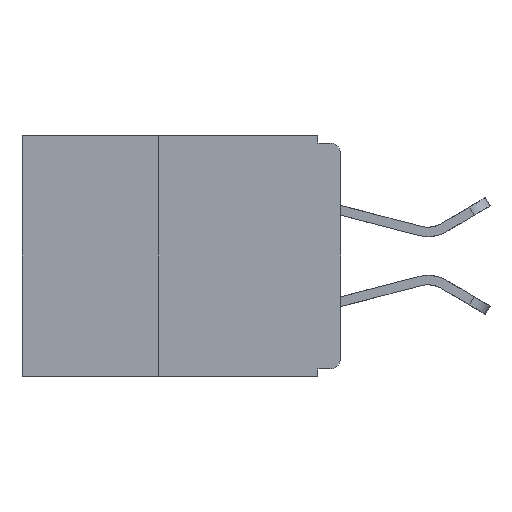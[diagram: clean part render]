
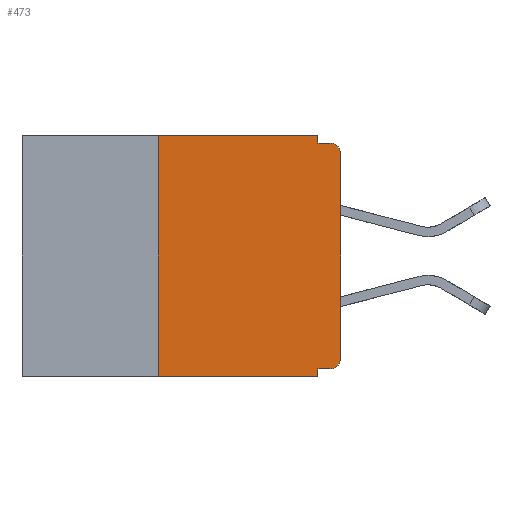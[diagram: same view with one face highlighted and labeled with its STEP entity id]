
A CAD part, left-side view. The second image highlights one B-rep face of the part: STEP entity #473.
In plain terms, the highlighted planar face has unit normal (-1, 0, 0).
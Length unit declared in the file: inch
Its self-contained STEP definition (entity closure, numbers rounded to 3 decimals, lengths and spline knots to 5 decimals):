
#473 = ADVANCED_FACE ( 'NONE', ( #5008 ), #10490, .F. ) ;
#478 = DIRECTION ( 'NONE',  ( 0., 0., -1. ) ) ;
#641 = DIRECTION ( 'NONE',  ( -1., 0., 0. ) ) ;
#697 = CARTESIAN_POINT ( 'NONE',  ( 0., 0.015, -0.025 ) ) ;
#748 = DIRECTION ( 'NONE',  ( 0., 0., 1. ) ) ;
#755 = CARTESIAN_POINT ( 'NONE',  ( 0., 0., -0.305 ) ) ;
#814 = AXIS2_PLACEMENT_3D ( 'NONE', #697, #641, #478 ) ;
#824 = CARTESIAN_POINT ( 'NONE',  ( 0., 0.031, -0.33 ) ) ;
#1110 = VECTOR ( 'NONE', #4476, 39.37008 ) ;
#1197 = LINE ( 'NONE', #12465, #1110 ) ;
#1377 = VERTEX_POINT ( 'NONE', #7202 ) ;
#1596 = CARTESIAN_POINT ( 'NONE',  ( 0., 0., -0.025 ) ) ;
#1841 = VECTOR ( 'NONE', #7177, 39.37008 ) ;
#2010 = LINE ( 'NONE', #7632, #1841 ) ;
#2066 = EDGE_CURVE ( 'NONE', #5730, #4218, #4492, .T. ) ;
#2584 = VECTOR ( 'NONE', #9586, 39.37008 ) ;
#2610 = EDGE_CURVE ( 'NONE', #1377, #5437, #1197, .T. ) ;
#2615 = LINE ( 'NONE', #9670, #2584 ) ;
#2896 = VERTEX_POINT ( 'NONE', #6420 ) ;
#3097 = VECTOR ( 'NONE', #11194, 39.37008 ) ;
#3644 = CARTESIAN_POINT ( 'NONE',  ( 0., 0.031, -0.33 ) ) ;
#3857 = DIRECTION ( 'NONE',  ( 0., 0., -1. ) ) ;
#4081 = LINE ( 'NONE', #11841, #3097 ) ;
#4218 = VERTEX_POINT ( 'NONE', #1596 ) ;
#4476 = DIRECTION ( 'NONE',  ( 0., -1., 0. ) ) ;
#4492 = LINE ( 'NONE', #9905, #4588 ) ;
#4588 = VECTOR ( 'NONE', #748, 39.37008 ) ;
#4767 = VECTOR ( 'NONE', #3857, 39.37008 ) ;
#4944 = CARTESIAN_POINT ( 'NONE',  ( 0., 0.015, -0.01 ) ) ;
#4990 = VERTEX_POINT ( 'NONE', #12262 ) ;
#5008 = FACE_OUTER_BOUND ( 'NONE', #11776, .T. ) ;
#5231 = LINE ( 'NONE', #3644, #4767 ) ;
#5437 = VERTEX_POINT ( 'NONE', #4944 ) ;
#5511 = EDGE_CURVE ( 'NONE', #7296, #8554, #5231, .T. ) ;
#5633 = CIRCLE ( 'NONE', #814, 0.015 ) ;
#5730 = VERTEX_POINT ( 'NONE', #755 ) ;
#6323 = VECTOR ( 'NONE', #7902, 39.37008 ) ;
#6349 = LINE ( 'NONE', #8371, #6323 ) ;
#6420 = CARTESIAN_POINT ( 'NONE',  ( 0., 0.25, -0.33 ) ) ;
#6933 = VECTOR ( 'NONE', #12074, 39.37008 ) ;
#7097 = LINE ( 'NONE', #12127, #6933 ) ;
#7099 = AXIS2_PLACEMENT_3D ( 'NONE', #12400, #12438, #12605 ) ;
#7177 = DIRECTION ( 'NONE',  ( 0., 0., -1. ) ) ;
#7202 = CARTESIAN_POINT ( 'NONE',  ( 0., 0.031, -0.01 ) ) ;
#7263 = EDGE_CURVE ( 'NONE', #7659, #5730, #12647, .T. ) ;
#7296 = VERTEX_POINT ( 'NONE', #11704 ) ;
#7632 = CARTESIAN_POINT ( 'NONE',  ( 0., 0.031, 0. ) ) ;
#7659 = VERTEX_POINT ( 'NONE', #11470 ) ;
#7902 = DIRECTION ( 'NONE',  ( 0., -1., 0. ) ) ;
#8371 = CARTESIAN_POINT ( 'NONE',  ( 0., 0.437, -0.33 ) ) ;
#8554 = VERTEX_POINT ( 'NONE', #824 ) ;
#8691 = EDGE_CURVE ( 'NONE', #2896, #8554, #6349, .T. ) ;
#8873 = EDGE_CURVE ( 'NONE', #4218, #5437, #5633, .T. ) ;
#9068 = DIRECTION ( 'NONE',  ( 1., 0., 0. ) ) ;
#9346 = EDGE_CURVE ( 'NONE', #2896, #12272, #4081, .T. ) ;
#9461 = EDGE_CURVE ( 'NONE', #7659, #7296, #2615, .T. ) ;
#9504 = CARTESIAN_POINT ( 'NONE',  ( 0., 0.25, 0. ) ) ;
#9578 = ORIENTED_EDGE ( 'NONE', *, *, #2066, .T. ) ;
#9586 = DIRECTION ( 'NONE',  ( 0., 1., 0. ) ) ;
#9634 = EDGE_CURVE ( 'NONE', #4990, #1377, #2010, .T. ) ;
#9670 = CARTESIAN_POINT ( 'NONE',  ( 0., 0., -0.32 ) ) ;
#9880 = ORIENTED_EDGE ( 'NONE', *, *, #8873, .T. ) ;
#9905 = CARTESIAN_POINT ( 'NONE',  ( 0., 0., 0. ) ) ;
#9915 = ORIENTED_EDGE ( 'NONE', *, *, #2610, .F. ) ;
#9942 = ORIENTED_EDGE ( 'NONE', *, *, #9634, .F. ) ;
#9973 = ORIENTED_EDGE ( 'NONE', *, *, #11961, .F. ) ;
#9996 = DIRECTION ( 'NONE',  ( 0., 0., -1. ) ) ;
#10071 = ORIENTED_EDGE ( 'NONE', *, *, #9346, .F. ) ;
#10098 = ORIENTED_EDGE ( 'NONE', *, *, #8691, .T. ) ;
#10198 = ORIENTED_EDGE ( 'NONE', *, *, #5511, .F. ) ;
#10218 = ORIENTED_EDGE ( 'NONE', *, *, #9461, .F. ) ;
#10257 = ORIENTED_EDGE ( 'NONE', *, *, #7263, .T. ) ;
#10490 = PLANE ( 'NONE',  #10990 ) ;
#10533 = CARTESIAN_POINT ( 'NONE',  ( 0., 0.437, 0. ) ) ;
#10990 = AXIS2_PLACEMENT_3D ( 'NONE', #10533, #9068, #9996 ) ;
#11194 = DIRECTION ( 'NONE',  ( 0., 0., 1. ) ) ;
#11470 = CARTESIAN_POINT ( 'NONE',  ( 0., 0.015, -0.32 ) ) ;
#11704 = CARTESIAN_POINT ( 'NONE',  ( 0., 0.031, -0.32 ) ) ;
#11776 = EDGE_LOOP ( 'NONE', ( #9578, #9880, #9915, #9942, #9973, #10071, #10098, #10198, #10218, #10257 ) ) ;
#11841 = CARTESIAN_POINT ( 'NONE',  ( 0., 0.25, -0.33 ) ) ;
#11961 = EDGE_CURVE ( 'NONE', #12272, #4990, #7097, .T. ) ;
#12074 = DIRECTION ( 'NONE',  ( 0., -1., 0. ) ) ;
#12127 = CARTESIAN_POINT ( 'NONE',  ( 0., 0.437, 0. ) ) ;
#12262 = CARTESIAN_POINT ( 'NONE',  ( 0., 0.031, 0. ) ) ;
#12272 = VERTEX_POINT ( 'NONE', #9504 ) ;
#12400 = CARTESIAN_POINT ( 'NONE',  ( 0., 0.015, -0.305 ) ) ;
#12438 = DIRECTION ( 'NONE',  ( -1., 0., 0. ) ) ;
#12465 = CARTESIAN_POINT ( 'NONE',  ( 0., 0., -0.01 ) ) ;
#12605 = DIRECTION ( 'NONE',  ( 0., 0., -1. ) ) ;
#12647 = CIRCLE ( 'NONE', #7099, 0.015 ) ;
